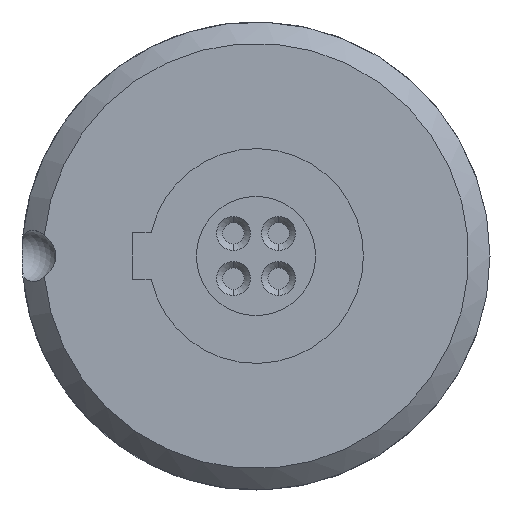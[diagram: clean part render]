
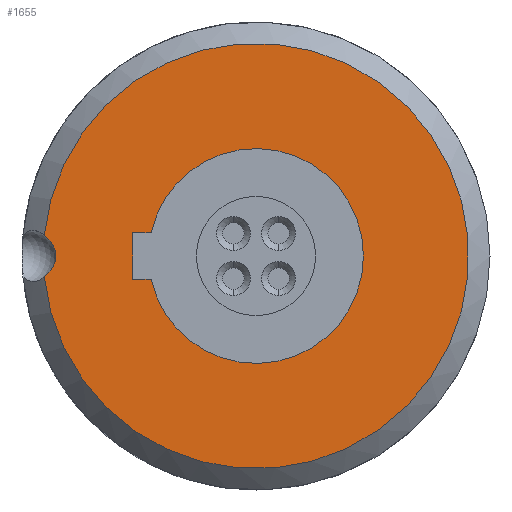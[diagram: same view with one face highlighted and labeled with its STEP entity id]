
A CAD part, left-side view. The second image highlights one B-rep face of the part: STEP entity #1655.
In plain terms, the highlighted planar face has unit normal (-1, 0, 0).
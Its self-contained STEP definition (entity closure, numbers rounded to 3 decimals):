
#23=CARTESIAN_POINT('',(-8.4,0.,0.));
#24=DIRECTION('',(1.,0.,0.));
#25=DIRECTION('',(0.,0.976,0.218));
#26=AXIS2_PLACEMENT_3D('',#23,#24,#25);
#41=DIRECTION('',(0.,1.,0.));
#42=VECTOR('',#41,0.436);
#43=CARTESIAN_POINT('',(-8.4,2.464,-0.55));
#44=LINE('',#43,#42);
#45=DIRECTION('',(0.,-1.,0.));
#46=VECTOR('',#45,0.436);
#47=CARTESIAN_POINT('',(-8.4,2.9,0.55));
#48=LINE('',#47,#46);
#49=DIRECTION('',(0.,0.,1.));
#50=VECTOR('',#49,1.1);
#51=CARTESIAN_POINT('',(-8.4,2.9,-0.55));
#52=LINE('',#51,#50);
#53=CARTESIAN_POINT('',(-8.4,5.25,0.));
#54=DIRECTION('',(1.,0.,0.));
#55=DIRECTION('',(0.,-0.499,0.866));
#56=AXIS2_PLACEMENT_3D('',#53,#54,#55);
#68=CARTESIAN_POINT('',(-8.4,4.978,-0.473));
#83=CARTESIAN_POINT('',(-8.4,0.,0.));
#84=DIRECTION('',(-1.,0.,0.));
#85=DIRECTION('',(0.,0.996,-0.095));
#86=AXIS2_PLACEMENT_3D('',#83,#84,#85);
#101=CARTESIAN_POINT('',(-8.4,4.978,0.473));
#1521=CARTESIAN_POINT('',(-8.4,2.9,-0.55));
#1522=VERTEX_POINT('',#1521);
#1523=CARTESIAN_POINT('',(-8.4,2.9,0.55));
#1524=VERTEX_POINT('',#1523);
#1578=VERTEX_POINT('',#101);
#1579=VERTEX_POINT('',#68);
#1594=CARTESIAN_POINT('',(-8.4,2.464,-0.55));
#1595=VERTEX_POINT('',#1594);
#1596=CARTESIAN_POINT('',(-8.4,2.464,0.55));
#1597=VERTEX_POINT('',#1596);
#1635=CARTESIAN_POINT('',(-8.4,0.,0.));
#1636=DIRECTION('',(1.,0.,0.));
#1637=DIRECTION('',(0.,-1.,0.));
#1638=AXIS2_PLACEMENT_3D('',#1635,#1636,#1637);
#1639=PLANE('',#1638);
#1641=ORIENTED_EDGE('',*,*,#1640,.F.);
#1643=ORIENTED_EDGE('',*,*,#1642,.F.);
#1644=EDGE_LOOP('',(#1641,#1643));
#1645=FACE_OUTER_BOUND('',#1644,.F.);
#1647=ORIENTED_EDGE('',*,*,#1646,.F.);
#1648=ORIENTED_EDGE('',*,*,#1625,.F.);
#1650=ORIENTED_EDGE('',*,*,#1649,.F.);
#1652=ORIENTED_EDGE('',*,*,#1651,.F.);
#1653=EDGE_LOOP('',(#1647,#1648,#1650,#1652));
#1654=FACE_BOUND('',#1653,.F.);
#1655=ADVANCED_FACE('',(#1645,#1654),#1639,.F.);
#27=CIRCLE('',#26,2.525);
#57=CIRCLE('',#56,0.545);
#87=CIRCLE('',#86,5.);
#1625=EDGE_CURVE('',#1597,#1595,#27,.T.);
#1640=EDGE_CURVE('',#1578,#1579,#57,.T.);
#1642=EDGE_CURVE('',#1579,#1578,#87,.T.);
#1646=EDGE_CURVE('',#1595,#1522,#44,.T.);
#1649=EDGE_CURVE('',#1524,#1597,#48,.T.);
#1651=EDGE_CURVE('',#1522,#1524,#52,.T.);
